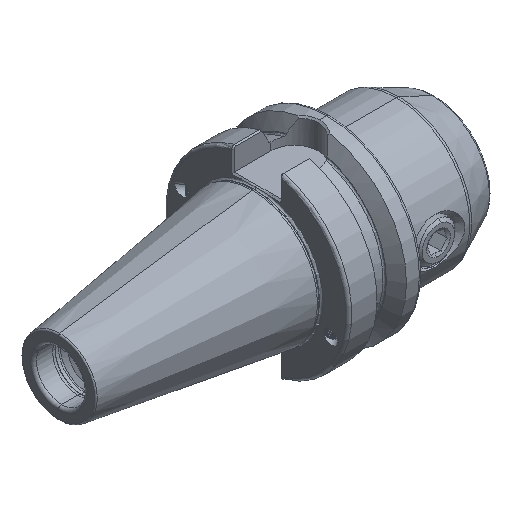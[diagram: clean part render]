
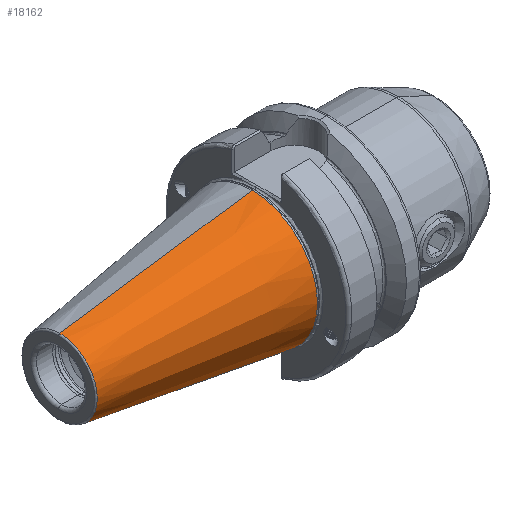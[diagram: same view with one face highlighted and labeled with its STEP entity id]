
A CAD part, isometric view. The second image highlights one B-rep face of the part: STEP entity #18162.
In plain terms, the highlighted conical face has half-angle 8.297 degrees and reference radius 22.298 mm.
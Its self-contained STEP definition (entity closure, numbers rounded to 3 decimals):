
#166 = AXIS2_PLACEMENT_3D ( 'NONE', #5025, #5035, #5060 ) ;
#225 = AXIS2_PLACEMENT_3D ( 'NONE', #21684, #21645, #21686 ) ;
#272 = AXIS2_PLACEMENT_3D ( 'NONE', #3112, #3117, #3119 ) ;
#3112 = CARTESIAN_POINT ( 'NONE',  ( -1.5, 0., 0. ) ) ;
#3117 = DIRECTION ( 'NONE',  ( 1., 0., 0. ) ) ;
#3119 = DIRECTION ( 'NONE',  ( 0., 0., -1. ) ) ;
#3749 = ORIENTED_EDGE ( 'NONE', *, *, #14300, .T. ) ;
#3755 = ORIENTED_EDGE ( 'NONE', *, *, #14666, .T. ) ;
#3759 = ORIENTED_EDGE ( 'NONE', *, *, #14369, .F. ) ;
#3779 = ORIENTED_EDGE ( 'NONE', *, *, #14623, .F. ) ;
#4285 = DIRECTION ( 'NONE',  ( 0.99, 0., -0.144 ) ) ;
#4294 = CARTESIAN_POINT ( 'NONE',  ( -1.5, 0., -22.298 ) ) ;
#5025 = CARTESIAN_POINT ( 'NONE',  ( -1.5, 0., 0. ) ) ;
#5035 = DIRECTION ( 'NONE',  ( 1., 0., 0. ) ) ;
#5060 = DIRECTION ( 'NONE',  ( 0., 0., -1. ) ) ;
#8366 = CARTESIAN_POINT ( 'NONE',  ( -1.5, 0., 22.298 ) ) ;
#8419 = DIRECTION ( 'NONE',  ( 0.99, 0., 0.144 ) ) ;
#9694 = CARTESIAN_POINT ( 'NONE',  ( -1.5, 0., -22.298 ) ) ;
#9761 = CARTESIAN_POINT ( 'NONE',  ( -1.5, 0., 22.298 ) ) ;
#9807 = CARTESIAN_POINT ( 'NONE',  ( -66.972, 0., -12.75 ) ) ;
#9872 = CARTESIAN_POINT ( 'NONE',  ( -66.972, 0., 12.75 ) ) ;
#11827 = FACE_OUTER_BOUND ( 'NONE', #18743, .T. ) ;
#11828 = CONICAL_SURFACE ( 'NONE', #166, 22.298, 0.145 ) ;
#12437 = CIRCLE ( 'NONE', #225, 12.75 ) ;
#12537 = CIRCLE ( 'NONE', #272, 22.298 ) ;
#12684 = VECTOR ( 'NONE', #8419, 1000. ) ;
#12739 = LINE ( 'NONE', #8366, #12684 ) ;
#12753 = LINE ( 'NONE', #4294, #12761 ) ;
#12761 = VECTOR ( 'NONE', #4285, 1000. ) ;
#14300 = EDGE_CURVE ( 'NONE', #21206, #21186, #12437, .T. ) ;
#14369 = EDGE_CURVE ( 'NONE', #20894, #20818, #12537, .T. ) ;
#14623 = EDGE_CURVE ( 'NONE', #21206, #20894, #12739, .T. ) ;
#14666 = EDGE_CURVE ( 'NONE', #21186, #20818, #12753, .T. ) ;
#18162 = ADVANCED_FACE ( 'NONE', ( #11827 ), #11828, .T. ) ;
#18743 = EDGE_LOOP ( 'NONE', ( #3779, #3749, #3755, #3759 ) ) ;
#20818 = VERTEX_POINT ( 'NONE', #9694 ) ;
#20894 = VERTEX_POINT ( 'NONE', #9761 ) ;
#21186 = VERTEX_POINT ( 'NONE', #9807 ) ;
#21206 = VERTEX_POINT ( 'NONE', #9872 ) ;
#21645 = DIRECTION ( 'NONE',  ( 1., 0., 0. ) ) ;
#21684 = CARTESIAN_POINT ( 'NONE',  ( -66.972, 0., 0. ) ) ;
#21686 = DIRECTION ( 'NONE',  ( 0., 0., -1. ) ) ;
